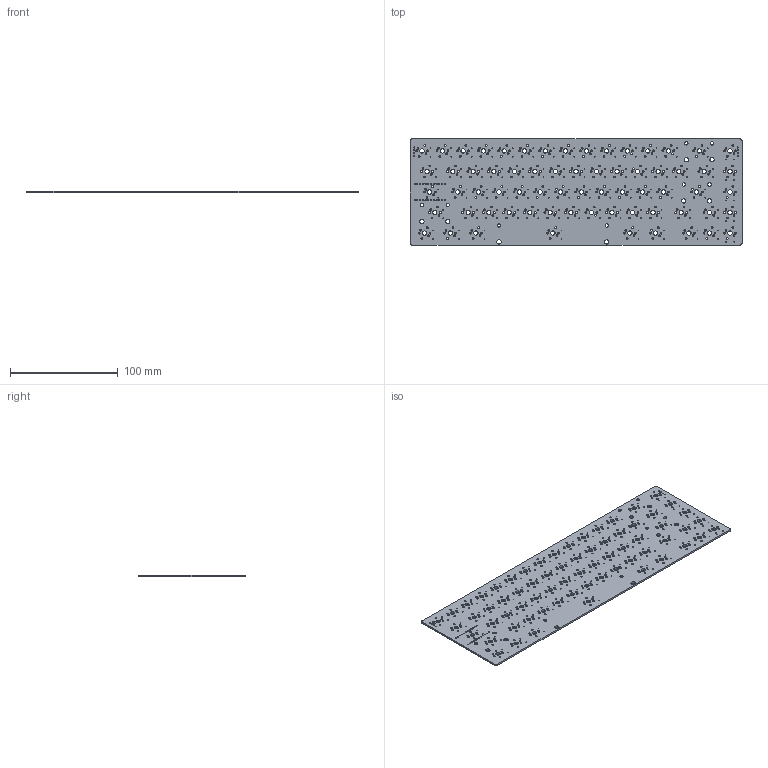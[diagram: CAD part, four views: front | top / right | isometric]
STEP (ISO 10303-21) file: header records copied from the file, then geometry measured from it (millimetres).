
FILE_DESCRIPTION(('KiCad electronic assembly'),'2;1');
FILE_NAME('65Numpad.step','2021-01-04T15:51:04',('An Author'),( 'A Company'),'Open CASCADE STEP processor 6.9', 'KiCad to STEP converter','Unknown');
FILE_SCHEMA(('AUTOMOTIVE_DESIGN { 1 0 10303 214 1 1 1 1 }'));
Length unit declared in the file: millimetre
Products named in the file (2): Open CASCADE STEP translator 6.9 1; COMPOUND
Assembly tree (1 placements, depth 2):
  Open CASCADE STEP translator 6.9 1
    COMPOUND
Bounding box: 307.98 x 98.42 x 1.6 mm (x, y, z)
Volume: 45366 mm3; surface area: 63677.8 mm2
Topology: 1 solids, 1 shells, 662 faces, 1980 edges, 1320 vertices
Faces by surface type: cylinder 655, plane 7
Full cylindrical faces by diameter (mm): 0.8 x134, 1 x8, 1.092 x24, 1.6 x268, 1.75 x134, 3.048 x8, 3.988 x21, 4 x54
Entity records: 55435 total; most frequent: CARTESIAN_POINT 15784, DIRECTION 7268, ORIENTED_EDGE 3960, PCURVE 3960, DEFINITIONAL_REPRESENTATION 3960, LINE 3320, VECTOR 3320, EDGE_CURVE 1980
